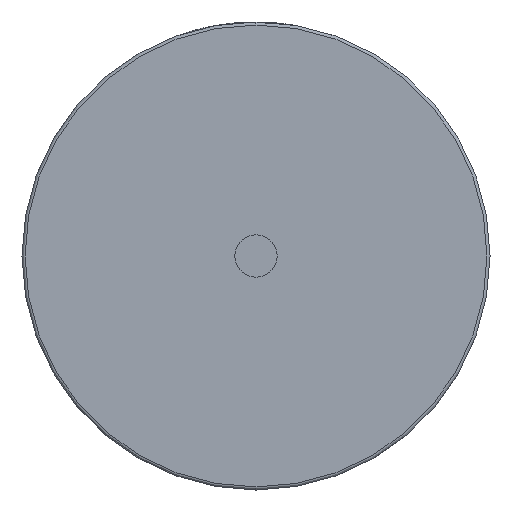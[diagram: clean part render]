
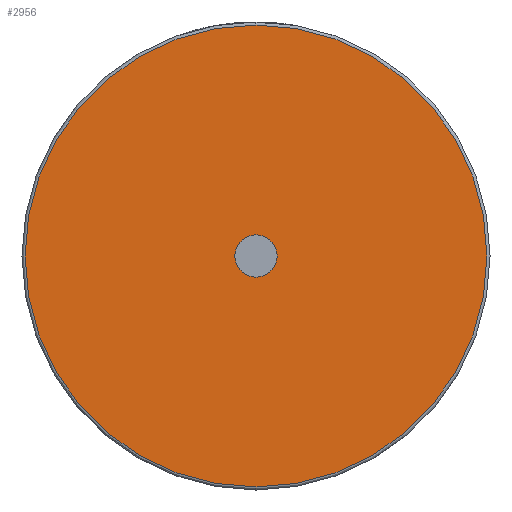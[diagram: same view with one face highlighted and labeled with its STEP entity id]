
A CAD part, left-side view. The second image highlights one B-rep face of the part: STEP entity #2956.
In plain terms, the highlighted planar face has unit normal (-1, 0, 0).
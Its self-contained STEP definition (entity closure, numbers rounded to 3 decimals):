
#84 = ORIENTED_EDGE ( 'NONE', *, *, #2063, .T. ) ;
#268 = DIRECTION ( 'NONE',  ( -1., 0., 0. ) ) ;
#425 = CARTESIAN_POINT ( 'NONE',  ( 0., 0., 0. ) ) ;
#696 = FACE_OUTER_BOUND ( 'NONE', #1960, .T. ) ;
#776 = CARTESIAN_POINT ( 'NONE',  ( 0., 0., 0. ) ) ;
#826 = DIRECTION ( 'NONE',  ( -1., 0., 0. ) ) ;
#1065 = FACE_BOUND ( 'NONE', #1482, .T. ) ;
#1107 = CARTESIAN_POINT ( 'NONE',  ( 0., 0., 0.345 ) ) ;
#1180 = AXIS2_PLACEMENT_3D ( 'NONE', #1926, #826, #4242 ) ;
#1279 = CIRCLE ( 'NONE', #3308, 0.345 ) ;
#1296 = AXIS2_PLACEMENT_3D ( 'NONE', #4953, #268, #4901 ) ;
#1321 = CARTESIAN_POINT ( 'NONE',  ( 0., 0., 0. ) ) ;
#1341 = DIRECTION ( 'NONE',  ( -1., 0., 0. ) ) ;
#1482 = EDGE_LOOP ( 'NONE', ( #2627, #3210 ) ) ;
#1736 = VERTEX_POINT ( 'NONE', #4654 ) ;
#1847 = AXIS2_PLACEMENT_3D ( 'NONE', #425, #4669, #4270 ) ;
#1926 = CARTESIAN_POINT ( 'NONE',  ( 0., 0., 0. ) ) ;
#1960 = EDGE_LOOP ( 'NONE', ( #2125, #84 ) ) ;
#2009 = EDGE_CURVE ( 'NONE', #4787, #1736, #3628, .T. ) ;
#2063 = EDGE_CURVE ( 'NONE', #1736, #4787, #2816, .T. ) ;
#2065 = VERTEX_POINT ( 'NONE', #4620 ) ;
#2092 = DIRECTION ( 'NONE',  ( 0., 0., -1. ) ) ;
#2125 = ORIENTED_EDGE ( 'NONE', *, *, #2009, .T. ) ;
#2135 = VERTEX_POINT ( 'NONE', #1107 ) ;
#2627 = ORIENTED_EDGE ( 'NONE', *, *, #3790, .F. ) ;
#2734 = DIRECTION ( 'NONE',  ( 1., 0., 0. ) ) ;
#2816 = CIRCLE ( 'NONE', #1847, 3.76 ) ;
#2841 = EDGE_CURVE ( 'NONE', #2135, #2065, #1279, .T. ) ;
#2917 = CIRCLE ( 'NONE', #1296, 0.345 ) ;
#2956 = ADVANCED_FACE ( 'NONE', ( #696, #1065 ), #4929, .F. ) ;
#3135 = DIRECTION ( 'NONE',  ( 0., 0., -1. ) ) ;
#3144 = AXIS2_PLACEMENT_3D ( 'NONE', #776, #2734, #3135 ) ;
#3210 = ORIENTED_EDGE ( 'NONE', *, *, #2841, .F. ) ;
#3308 = AXIS2_PLACEMENT_3D ( 'NONE', #1321, #1341, #2092 ) ;
#3628 = CIRCLE ( 'NONE', #1180, 3.76 ) ;
#3790 = EDGE_CURVE ( 'NONE', #2065, #2135, #2917, .T. ) ;
#4057 = CARTESIAN_POINT ( 'NONE',  ( 0., 0., -3.76 ) ) ;
#4242 = DIRECTION ( 'NONE',  ( 0., 0., -1. ) ) ;
#4270 = DIRECTION ( 'NONE',  ( 0., 0., -1. ) ) ;
#4620 = CARTESIAN_POINT ( 'NONE',  ( 0., 0., -0.345 ) ) ;
#4654 = CARTESIAN_POINT ( 'NONE',  ( 0., 0., 3.76 ) ) ;
#4669 = DIRECTION ( 'NONE',  ( -1., 0., 0. ) ) ;
#4787 = VERTEX_POINT ( 'NONE', #4057 ) ;
#4901 = DIRECTION ( 'NONE',  ( 0., 0., -1. ) ) ;
#4929 = PLANE ( 'NONE',  #3144 ) ;
#4953 = CARTESIAN_POINT ( 'NONE',  ( 0., 0., 0. ) ) ;
